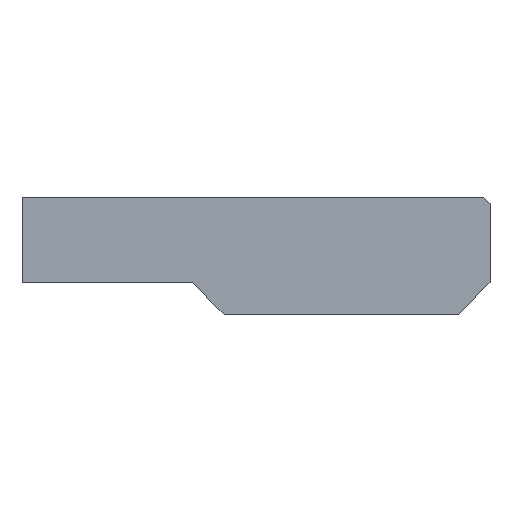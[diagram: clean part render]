
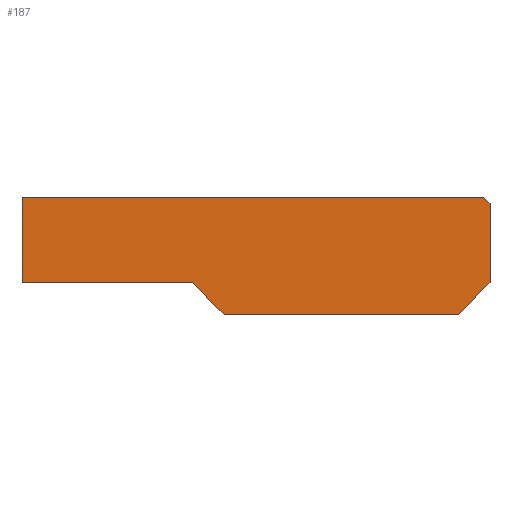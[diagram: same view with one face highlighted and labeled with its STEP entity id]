
A CAD part, top view. The second image highlights one B-rep face of the part: STEP entity #187.
In plain terms, the highlighted planar face has unit normal (0, 0, 1).
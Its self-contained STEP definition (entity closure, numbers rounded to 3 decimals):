
#21=FACE_OUTER_BOUND('',#31,.T.);
#31=EDGE_LOOP('',(#151,#152,#153,#154,#155,#156,#157,#158));
#37=LINE('',#275,#61);
#46=LINE('',#293,#70);
#48=LINE('',#297,#72);
#51=LINE('',#303,#75);
#54=LINE('',#308,#78);
#55=LINE('',#311,#79);
#56=LINE('',#312,#80);
#57=LINE('',#313,#81);
#61=VECTOR('',#227,10.);
#70=VECTOR('',#240,10.);
#72=VECTOR('',#244,10.);
#75=VECTOR('',#249,10.);
#78=VECTOR('',#254,10.);
#79=VECTOR('',#257,10.);
#80=VECTOR('',#258,10.);
#81=VECTOR('',#259,10.);
#85=VERTEX_POINT('',#272);
#86=VERTEX_POINT('',#274);
#93=VERTEX_POINT('',#292);
#94=VERTEX_POINT('',#296);
#95=VERTEX_POINT('',#300);
#96=VERTEX_POINT('',#302);
#97=VERTEX_POINT('',#306);
#98=VERTEX_POINT('',#310);
#101=EDGE_CURVE('',#85,#86,#37,.T.);
#110=EDGE_CURVE('',#93,#86,#46,.T.);
#112=EDGE_CURVE('',#94,#93,#48,.T.);
#115=EDGE_CURVE('',#96,#95,#51,.T.);
#118=EDGE_CURVE('',#95,#97,#54,.T.);
#119=EDGE_CURVE('',#85,#98,#55,.T.);
#120=EDGE_CURVE('',#98,#96,#56,.T.);
#121=EDGE_CURVE('',#97,#94,#57,.T.);
#151=ORIENTED_EDGE('',*,*,#101,.F.);
#152=ORIENTED_EDGE('',*,*,#119,.T.);
#153=ORIENTED_EDGE('',*,*,#120,.T.);
#154=ORIENTED_EDGE('',*,*,#115,.T.);
#155=ORIENTED_EDGE('',*,*,#118,.T.);
#156=ORIENTED_EDGE('',*,*,#121,.T.);
#157=ORIENTED_EDGE('',*,*,#112,.T.);
#158=ORIENTED_EDGE('',*,*,#110,.T.);
#177=PLANE('',#217);
#187=ADVANCED_FACE('',(#21),#177,.T.);
#217=AXIS2_PLACEMENT_3D('',#309,#255,#256);
#227=DIRECTION('',(0.707,-0.707,0.));
#240=DIRECTION('',(0.,1.,0.));
#244=DIRECTION('',(0.707,0.707,0.));
#249=DIRECTION('',(1.,0.,0.));
#254=DIRECTION('',(0.707,-0.707,0.));
#255=DIRECTION('center_axis',(0.,0.,1.));
#256=DIRECTION('ref_axis',(1.,0.,0.));
#257=DIRECTION('',(-1.,0.,0.));
#258=DIRECTION('',(0.,-1.,0.));
#259=DIRECTION('',(1.,0.,0.));
#272=CARTESIAN_POINT('',(77.,27.5,10.));
#274=CARTESIAN_POINT('',(80.,24.5,10.));
#275=CARTESIAN_POINT('',(65.375,39.125,10.));
#292=CARTESIAN_POINT('',(80.,-12.5,10.));
#293=CARTESIAN_POINT('',(80.,13.75,10.));
#296=CARTESIAN_POINT('',(65.,-27.5,10.));
#297=CARTESIAN_POINT('',(55.625,-36.875,10.));
#300=CARTESIAN_POINT('',(-60.,-12.5,10.));
#302=CARTESIAN_POINT('',(-140.,-12.5,10.));
#303=CARTESIAN_POINT('',(-70.,-12.5,10.));
#306=CARTESIAN_POINT('',(-45.,-27.5,10.));
#308=CARTESIAN_POINT('',(-48.125,-24.375,10.));
#309=CARTESIAN_POINT('Origin',(0.,0.,10.));
#310=CARTESIAN_POINT('',(-140.,27.5,10.));
#311=CARTESIAN_POINT('',(-140.,27.5,10.));
#312=CARTESIAN_POINT('',(-140.,-27.5,10.));
#313=CARTESIAN_POINT('',(140.,-27.5,10.));
